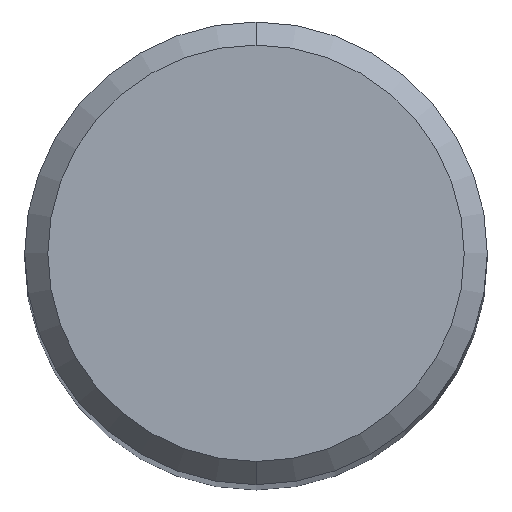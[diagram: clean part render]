
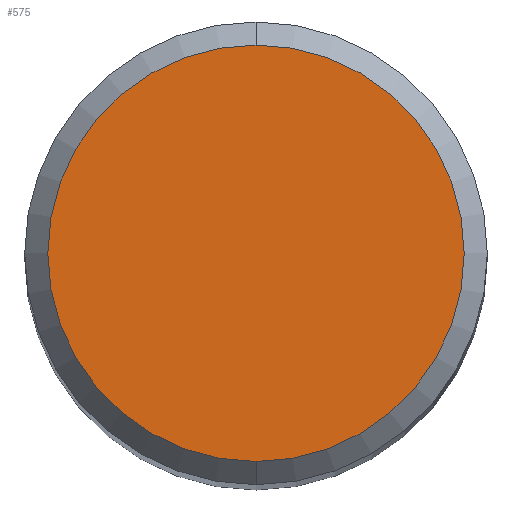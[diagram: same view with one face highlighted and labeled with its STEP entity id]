
A CAD part, top view. The second image highlights one B-rep face of the part: STEP entity #575.
In plain terms, the highlighted planar face has unit normal (0, 0, 1).
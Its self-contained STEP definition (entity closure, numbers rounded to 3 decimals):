
#471=EDGE_CURVE('',#849,#681,#1122,.T.);
#575=ADVANCED_FACE('',(#1232),#1233,.T.);
#681=VERTEX_POINT('',#1351);
#785=EDGE_CURVE('',#681,#849,#1467,.T.);
#849=VERTEX_POINT('',#1532);
#1122=CIRCLE('',#3713,3.6);
#1232=FACE_OUTER_BOUND('',#4108,.T.);
#1233=PLANE('',#4109);
#1351=CARTESIAN_POINT('',(0.0,3.6,0.0));
#1467=CIRCLE('',#7192,3.6);
#1532=CARTESIAN_POINT('',(0.,-3.6,0.0));
#3713=AXIS2_PLACEMENT_3D('',#9387,#9388,#9389);
#4108=EDGE_LOOP('',(#9481,#9482));
#4109=AXIS2_PLACEMENT_3D('',#9483,#9484,#9485);
#7192=AXIS2_PLACEMENT_3D('',#9748,#9749,#9750);
#9387=CARTESIAN_POINT('',(0.0,0.0,0.0));
#9388=DIRECTION('',(0.0,0.0,-1.0));
#9389=DIRECTION('',(0.0,1.0,0.0));
#9481=ORIENTED_EDGE('',*,*,#785,.F.);
#9482=ORIENTED_EDGE('',*,*,#471,.F.);
#9483=CARTESIAN_POINT('',(0.0,1.8,0.0));
#9484=DIRECTION('',(-0.0,0.0,1.0));
#9485=DIRECTION('',(0.0,-1.0,0.0));
#9748=CARTESIAN_POINT('',(0.0,0.0,0.0));
#9749=DIRECTION('',(0.0,0.0,-1.0));
#9750=DIRECTION('',(0.0,1.0,0.0));
